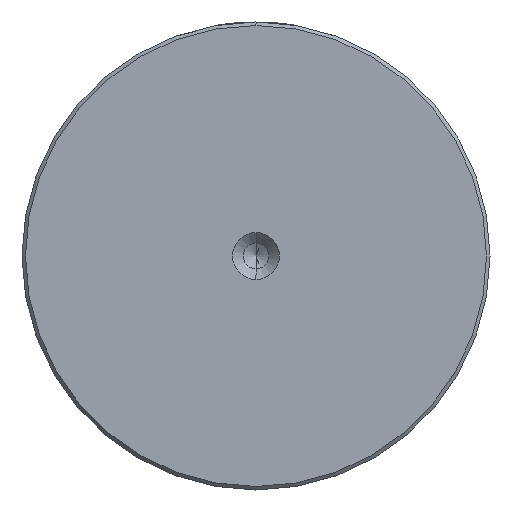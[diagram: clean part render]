
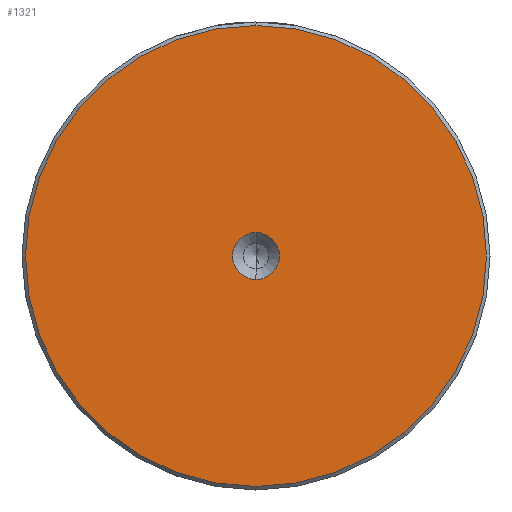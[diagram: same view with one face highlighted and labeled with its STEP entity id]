
A CAD part, left-side view. The second image highlights one B-rep face of the part: STEP entity #1321.
In plain terms, the highlighted planar face has unit normal (-1, 0, 0).
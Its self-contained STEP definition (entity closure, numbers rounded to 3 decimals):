
#27 = AXIS2_PLACEMENT_3D ( 'NONE', #2112, #950, #2292 ) ;
#42 = DIRECTION ( 'NONE',  ( 0., 0., 1. ) ) ;
#44 = AXIS2_PLACEMENT_3D ( 'NONE', #1804, #1633, #1623 ) ;
#62 = AXIS2_PLACEMENT_3D ( 'NONE', #2418, #1281, #67 ) ;
#67 = DIRECTION ( 'NONE',  ( 0., 0., 1. ) ) ;
#189 = ORIENTED_EDGE ( 'NONE', *, *, #969, .T. ) ;
#203 = PLANE ( 'NONE',  #528 ) ;
#321 = VERTEX_POINT ( 'NONE', #661 ) ;
#354 = CIRCLE ( 'NONE', #1346, 3.3 ) ;
#477 = VERTEX_POINT ( 'NONE', #2312 ) ;
#528 = AXIS2_PLACEMENT_3D ( 'NONE', #1024, #817, #2182 ) ;
#661 = CARTESIAN_POINT ( 'NONE',  ( 0., 0., 32.5 ) ) ;
#663 = EDGE_LOOP ( 'NONE', ( #798, #1309 ) ) ;
#798 = ORIENTED_EDGE ( 'NONE', *, *, #1396, .F. ) ;
#817 = DIRECTION ( 'NONE',  ( -1., 0., 0. ) ) ;
#950 = DIRECTION ( 'NONE',  ( -1., 0., 0. ) ) ;
#969 = EDGE_CURVE ( 'NONE', #477, #321, #2093, .T. ) ;
#1024 = CARTESIAN_POINT ( 'NONE',  ( 0., 0., 0. ) ) ;
#1124 = VERTEX_POINT ( 'NONE', #2052 ) ;
#1194 = CARTESIAN_POINT ( 'NONE',  ( 0., 0., 3.3 ) ) ;
#1250 = VERTEX_POINT ( 'NONE', #1194 ) ;
#1258 = DIRECTION ( 'NONE',  ( -1., 0., 0. ) ) ;
#1281 = DIRECTION ( 'NONE',  ( -1., 0., 0. ) ) ;
#1309 = ORIENTED_EDGE ( 'NONE', *, *, #1596, .F. ) ;
#1321 = ADVANCED_FACE ( 'NONE', ( #2498, #1561 ), #203, .T. ) ;
#1346 = AXIS2_PLACEMENT_3D ( 'NONE', #2396, #1258, #42 ) ;
#1396 = EDGE_CURVE ( 'NONE', #1250, #1124, #354, .T. ) ;
#1526 = CIRCLE ( 'NONE', #27, 3.3 ) ;
#1561 = FACE_BOUND ( 'NONE', #663, .T. ) ;
#1596 = EDGE_CURVE ( 'NONE', #1124, #1250, #1526, .T. ) ;
#1623 = DIRECTION ( 'NONE',  ( 0., 0., 1. ) ) ;
#1633 = DIRECTION ( 'NONE',  ( -1., 0., 0. ) ) ;
#1742 = CIRCLE ( 'NONE', #62, 32.5 ) ;
#1804 = CARTESIAN_POINT ( 'NONE',  ( 0., 0., 0. ) ) ;
#2052 = CARTESIAN_POINT ( 'NONE',  ( 0., 0., -3.3 ) ) ;
#2093 = CIRCLE ( 'NONE', #44, 32.5 ) ;
#2112 = CARTESIAN_POINT ( 'NONE',  ( 0., 0., 0. ) ) ;
#2123 = EDGE_CURVE ( 'NONE', #321, #477, #1742, .T. ) ;
#2134 = EDGE_LOOP ( 'NONE', ( #189, #2397 ) ) ;
#2182 = DIRECTION ( 'NONE',  ( 0., 0., 1. ) ) ;
#2292 = DIRECTION ( 'NONE',  ( 0., 0., 1. ) ) ;
#2312 = CARTESIAN_POINT ( 'NONE',  ( 0., 0., -32.5 ) ) ;
#2396 = CARTESIAN_POINT ( 'NONE',  ( 0., 0., 0. ) ) ;
#2397 = ORIENTED_EDGE ( 'NONE', *, *, #2123, .T. ) ;
#2418 = CARTESIAN_POINT ( 'NONE',  ( 0., 0., 0. ) ) ;
#2498 = FACE_OUTER_BOUND ( 'NONE', #2134, .T. ) ;
